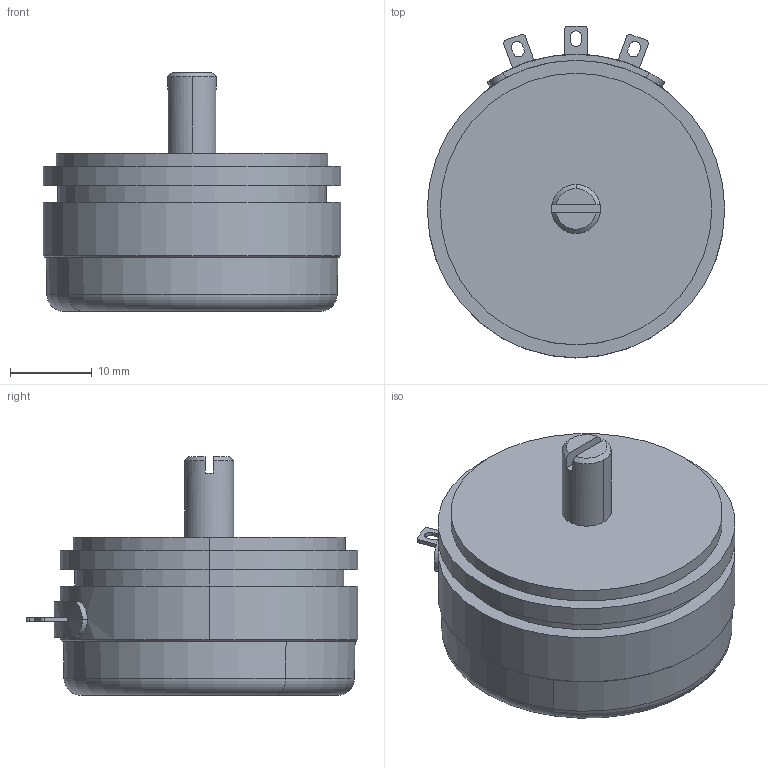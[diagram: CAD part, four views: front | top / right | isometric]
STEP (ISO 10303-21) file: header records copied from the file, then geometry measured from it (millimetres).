
FILE_DESCRIPTION (( 'STEP AP214' ), '1' );
FILE_NAME ('P4501_standart~00ID.STEP', '2005-12-21T10:34:59', ( 'novotechnik' ), ( 'novotechnik' ), 'SwSTEP 2.0', 'SolidWorks 2005235', '' );
FILE_SCHEMA (( 'AUTOMOTIVE_DESIGN' ));
Length unit declared in the file: millimetre
Products named in the file (7): Kontaktstift3~00ID_Standard; Segment~00ID_Standard; Kontaktstift4~00ID_Standard; Schnappdeckel_P45~04ID_Standard; Welle_metrisch~00ID_Standard; Flansch~02ID_515665<Standard>; P4501_standart~00ID
Assembly tree (7 placements, depth 2):
  P4501_standart~00ID
    Segment~00ID_Standard
    Flansch~02ID_515665<Standard>
    Kontaktstift3~00ID_Standard  x2
    Kontaktstift4~00ID_Standard
    Welle_metrisch~00ID_Standard
    Schnappdeckel_P45~04ID_Standard
Bounding box: 36.5 x 40.72 x 29.26 mm (x, y, z)
Volume: 20196 mm3; surface area: 7893.1 mm2
Topology: 7 solids, 7 shells, 174 faces, 414 edges, 267 vertices
Faces by surface type: plane 75, cylinder 70, cone 17, sphere 8, bspline 2, torus 2
Entity records: 5074 total; most frequent: CARTESIAN_POINT 1128, DIRECTION 838, ORIENTED_EDGE 738, EDGE_CURVE 369, AXIS2_PLACEMENT_3D 333, VERTEX_POINT 237, EDGE_LOOP 180, LINE 172
